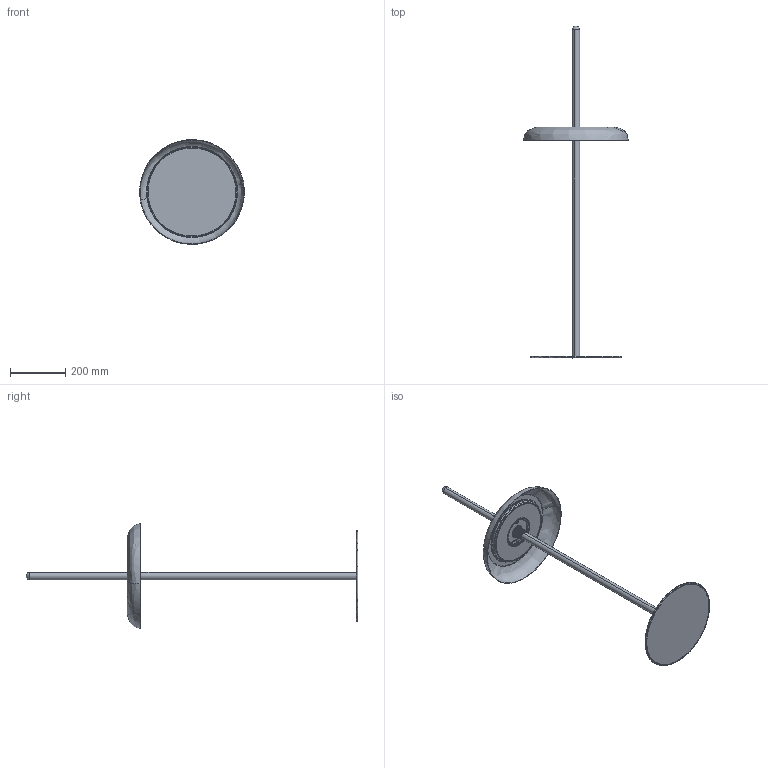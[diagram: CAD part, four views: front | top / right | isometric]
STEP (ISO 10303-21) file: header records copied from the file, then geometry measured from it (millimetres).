
FILE_DESCRIPTION (( 'STEP AP214' ), '1' );
FILE_NAME ('Pablo Designs, Nivel Floor, Share CAD, 122722.STEP', '2022-12-27T21:19:08', ( '' ), ( '' ), 'SwSTEP 2.0', 'SolidWorks 2019', '' );
FILE_SCHEMA (( 'AUTOMOTIVE_DESIGN' ));
Length unit declared in the file: inch
Products named in the file (14): CAR-0402 Nivel, Tension_1; 95596A610_TAPPING INSERTS FOR SOFTWOOD_95596A610.STEP; CAR-0209 Carousel, Lens_2; Niv_l, Base, Pad, V1_O13.STEP; CAR-0207 Nivel, Induction Cap_1; Nivél, Floor, V14.STEP; Niv_l, Floor, Post_1200mm.STEP; CAR-0203 Carousel, Main Cover_NIVEL_1; NIVEL, Head Assy, Production, For Share CAD; Niv_l, Floor Steel Shade, V5.1, 15in_15in, Proportional from 16in.STEP; Niv_l, Base, V5_O13in x 5mm x F2mm.STEP; Pablo Designs, Nivel Floor, Share CAD, 122722; CAR-0802 Carousel, Magnet_2; CAR-0401 Nivel, Head Collar_1
Assembly tree (16 placements, depth 3):
  Pablo Designs, Nivel Floor, Share CAD, 122722
    Nivél, Floor, V14.STEP
      Niv_l, Base, V5_O13in x 5mm x F2mm.STEP
      Niv_l, Base, Pad, V1_O13.STEP
      Niv_l, Floor, Post_1200mm.STEP
      95596A610_TAPPING INSERTS FOR SOFTWOOD_95596A610.STEP
      Niv_l, Floor Steel Shade, V5.1, 15in_15in, Proportional from 16in.STEP
    NIVEL, Head Assy, Production, For Share CAD
      CAR-0203 Carousel, Main Cover_NIVEL_1
      CAR-0207 Nivel, Induction Cap_1
      CAR-0401 Nivel, Head Collar_1
      CAR-0402 Nivel, Tension_1
      CAR-0209 Carousel, Lens_2
      CAR-0802 Carousel, Magnet_2  x4
Bounding box: 380.97 x 1206 x 380.52 mm (x, y, z)
Volume: 1715716.7 mm3; surface area: 1040789.6 mm2
Topology: 14 solids, 14 shells, 2359 faces, 6162 edges, 3922 vertices
Faces by surface type: plane 792, bspline 615, cylinder 607, cone 327, torus 18
Entity records: 132929 total; most frequent: CARTESIAN_POINT 78040, ORIENTED_EDGE 12092, DIRECTION 8923, EDGE_CURVE 6046, VERTEX_POINT 3878, AXIS2_PLACEMENT_3D 3396, EDGE_LOOP 2496, ADVANCED_FACE 2318
